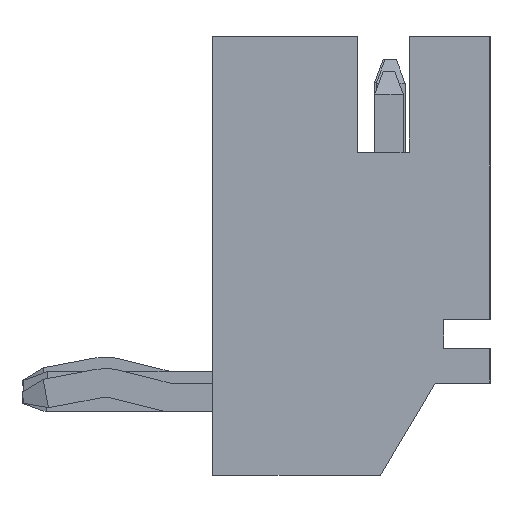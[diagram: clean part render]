
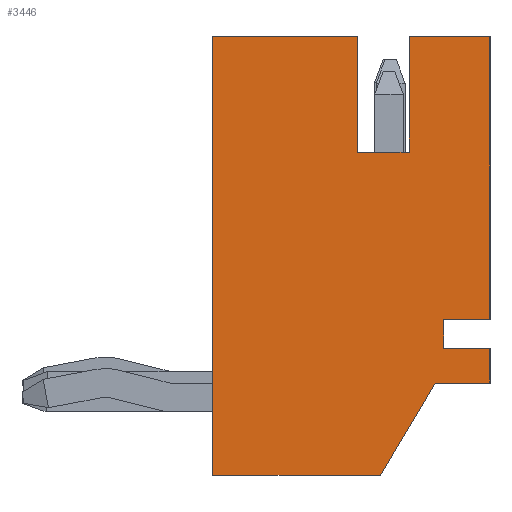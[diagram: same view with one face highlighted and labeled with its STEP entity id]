
A CAD part, left-side view. The second image highlights one B-rep face of the part: STEP entity #3446.
In plain terms, the highlighted planar face has unit normal (-1, 0, 0).
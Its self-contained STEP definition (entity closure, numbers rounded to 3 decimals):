
#454=ORIENTED_EDGE('',*,*,#1372,.F.);
#455=ORIENTED_EDGE('',*,*,#1373,.F.);
#456=ORIENTED_EDGE('',*,*,#1374,.F.);
#457=ORIENTED_EDGE('',*,*,#1375,.T.);
#458=ORIENTED_EDGE('',*,*,#1331,.T.);
#459=ORIENTED_EDGE('',*,*,#1376,.F.);
#460=ORIENTED_EDGE('',*,*,#1377,.F.);
#461=ORIENTED_EDGE('',*,*,#1314,.T.);
#462=ORIENTED_EDGE('',*,*,#1171,.T.);
#463=ORIENTED_EDGE('',*,*,#1378,.T.);
#464=ORIENTED_EDGE('',*,*,#1379,.T.);
#465=ORIENTED_EDGE('',*,*,#1380,.T.);
#466=ORIENTED_EDGE('',*,*,#1339,.T.);
#467=ORIENTED_EDGE('',*,*,#1336,.T.);
#1171=EDGE_CURVE('',#1667,#1666,#1996,.T.);
#1314=EDGE_CURVE('',#1771,#1667,#2128,.T.);
#1331=EDGE_CURVE('',#1782,#1781,#2144,.T.);
#1336=EDGE_CURVE('',#1787,#1786,#2149,.T.);
#1339=EDGE_CURVE('',#1789,#1787,#2152,.T.);
#1372=EDGE_CURVE('',#1813,#1786,#2185,.T.);
#1373=EDGE_CURVE('',#1814,#1813,#2186,.T.);
#1374=EDGE_CURVE('',#1815,#1814,#2187,.T.);
#1375=EDGE_CURVE('',#1815,#1782,#2188,.T.);
#1376=EDGE_CURVE('',#1816,#1781,#2189,.T.);
#1377=EDGE_CURVE('',#1771,#1816,#2190,.T.);
#1378=EDGE_CURVE('',#1666,#1817,#2191,.T.);
#1379=EDGE_CURVE('',#1817,#1818,#2192,.T.);
#1380=EDGE_CURVE('',#1818,#1789,#2193,.T.);
#1666=VERTEX_POINT('',#4871);
#1667=VERTEX_POINT('',#4873);
#1771=VERTEX_POINT('',#5155);
#1781=VERTEX_POINT('',#5187);
#1782=VERTEX_POINT('',#5189);
#1786=VERTEX_POINT('',#5198);
#1787=VERTEX_POINT('',#5200);
#1789=VERTEX_POINT('',#5206);
#1813=VERTEX_POINT('',#5267);
#1814=VERTEX_POINT('',#5269);
#1815=VERTEX_POINT('',#5271);
#1816=VERTEX_POINT('',#5274);
#1817=VERTEX_POINT('',#5277);
#1818=VERTEX_POINT('',#5279);
#1996=LINE('',#4872,#2459);
#2128=LINE('',#5154,#2591);
#2144=LINE('',#5188,#2607);
#2149=LINE('',#5199,#2612);
#2152=LINE('',#5205,#2615);
#2185=LINE('',#5266,#2648);
#2186=LINE('',#5268,#2649);
#2187=LINE('',#5270,#2650);
#2188=LINE('',#5272,#2651);
#2189=LINE('',#5273,#2652);
#2190=LINE('',#5275,#2653);
#2191=LINE('',#5276,#2654);
#2192=LINE('',#5278,#2655);
#2193=LINE('',#5280,#2656);
#2459=VECTOR('',#3908,1000.);
#2591=VECTOR('',#4132,1000.);
#2607=VECTOR('',#4162,1000.);
#2612=VECTOR('',#4169,1000.);
#2615=VECTOR('',#4174,1000.);
#2648=VECTOR('',#4215,1000.);
#2649=VECTOR('',#4216,1000.);
#2650=VECTOR('',#4217,1000.);
#2651=VECTOR('',#4218,1000.);
#2652=VECTOR('',#4219,1000.);
#2653=VECTOR('',#4220,1000.);
#2654=VECTOR('',#4221,1000.);
#2655=VECTOR('',#4222,1000.);
#2656=VECTOR('',#4223,1000.);
#2913=EDGE_LOOP('',(#454,#455,#456,#457,#458,#459,#460,#461,#462,#463,#464,
#465,#466,#467));
#3104=FACE_BOUND('',#2913,.T.);
#3287=PLANE('',#3673);
#3446=ADVANCED_FACE('',(#3104),#3287,.T.);
#3673=AXIS2_PLACEMENT_3D('',#5265,#4213,#4214);
#3908=DIRECTION('',(0.,0.,1.));
#4132=DIRECTION('',(0.,-1.,0.));
#4162=DIRECTION('',(0.,0.,-1.));
#4169=DIRECTION('',(0.,1.,0.));
#4174=DIRECTION('',(0.,0.,1.));
#4213=DIRECTION('',(-1.,0.,0.));
#4214=DIRECTION('',(0.,0.,1.));
#4215=DIRECTION('',(0.,0.,1.));
#4216=DIRECTION('',(0.,-1.,0.));
#4217=DIRECTION('',(0.,0.,-1.));
#4218=DIRECTION('',(0.,1.,0.));
#4219=DIRECTION('',(0.,1.,0.));
#4220=DIRECTION('',(0.,0.511,-0.86));
#4221=DIRECTION('',(0.,1.,0.));
#4222=DIRECTION('',(0.,0.,1.));
#4223=DIRECTION('',(0.,-1.,0.));
#4871=CARTESIAN_POINT('',(-7.,-2.4,-2.4));
#4872=CARTESIAN_POINT('',(-7.,-2.4,-3.));
#4873=CARTESIAN_POINT('',(-7.,-2.4,-3.));
#5154=CARTESIAN_POINT('',(-7.,2.4,-3.));
#5155=CARTESIAN_POINT('',(-7.,-1.45,-3.));
#5187=CARTESIAN_POINT('',(-7.,2.4,-4.6));
#5188=CARTESIAN_POINT('',(-7.,2.4,3.));
#5189=CARTESIAN_POINT('',(-7.,2.4,3.));
#5198=CARTESIAN_POINT('',(-7.,-1.,3.));
#5199=CARTESIAN_POINT('',(-7.,-2.4,3.));
#5200=CARTESIAN_POINT('',(-7.,-2.4,3.));
#5205=CARTESIAN_POINT('',(-7.,-2.4,-3.));
#5206=CARTESIAN_POINT('',(-7.,-2.4,-1.9));
#5265=CARTESIAN_POINT('',(-7.,0.,0.));
#5266=CARTESIAN_POINT('',(-7.,-1.,1.));
#5267=CARTESIAN_POINT('',(-7.,-1.,1.));
#5268=CARTESIAN_POINT('',(-7.,-0.1,1.));
#5269=CARTESIAN_POINT('',(-7.,-0.1,1.));
#5270=CARTESIAN_POINT('',(-7.,-0.1,3.));
#5271=CARTESIAN_POINT('',(-7.,-0.1,3.));
#5272=CARTESIAN_POINT('',(-7.,-2.4,3.));
#5273=CARTESIAN_POINT('',(-7.,-0.5,-4.6));
#5274=CARTESIAN_POINT('',(-7.,-0.5,-4.6));
#5275=CARTESIAN_POINT('',(-7.,-1.45,-3.));
#5276=CARTESIAN_POINT('',(-7.,0.,-2.4));
#5277=CARTESIAN_POINT('',(-7.,-1.6,-2.4));
#5278=CARTESIAN_POINT('',(-7.,-1.6,0.));
#5279=CARTESIAN_POINT('',(-7.,-1.6,-1.9));
#5280=CARTESIAN_POINT('',(-7.,0.,-1.9));
